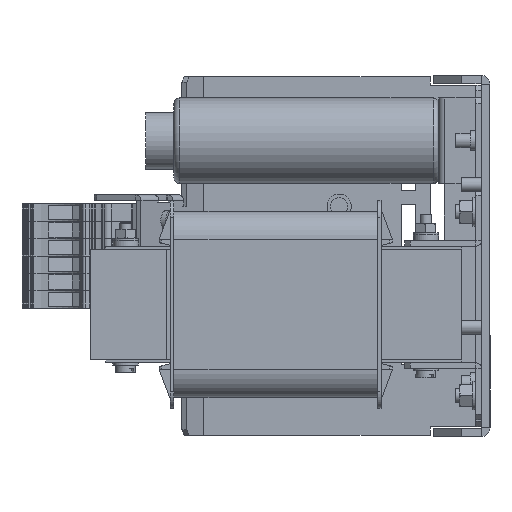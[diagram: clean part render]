
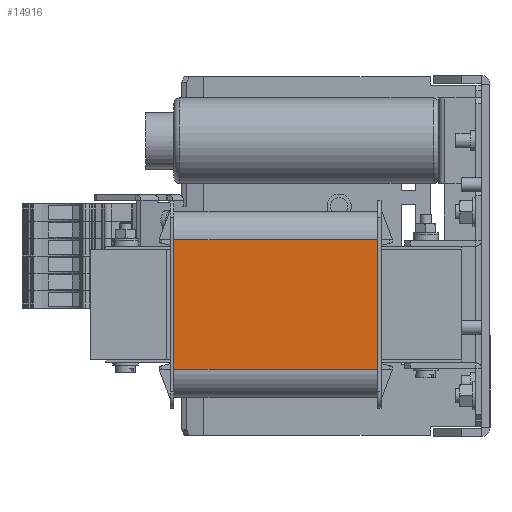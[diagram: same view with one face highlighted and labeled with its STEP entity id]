
A CAD part, left-side view. The second image highlights one B-rep face of the part: STEP entity #14916.
In plain terms, the highlighted face is planar.
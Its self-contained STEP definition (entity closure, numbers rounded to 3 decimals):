
#181 = CARTESIAN_POINT ( 'NONE',  ( -22.75, 71.6, 24.8 ) ) ;
#284 = VERTEX_POINT ( 'NONE', #8945 ) ;
#1506 = VECTOR ( 'NONE', #28225, 1000. ) ;
#3644 = VERTEX_POINT ( 'NONE', #19923 ) ;
#4038 = DIRECTION ( 'NONE',  ( 0., -1., 0. ) ) ;
#5785 = AXIS2_PLACEMENT_3D ( 'NONE', #28269, #6056, #32035 ) ;
#6056 = DIRECTION ( 'NONE',  ( 0., 0., -1. ) ) ;
#8939 = LINE ( 'NONE', #18395, #28657 ) ;
#8945 = CARTESIAN_POINT ( 'NONE',  ( -22.75, 71.6, 24.8 ) ) ;
#11353 = ORIENTED_EDGE ( 'NONE', *, *, #47643, .T. ) ;
#11588 = FACE_OUTER_BOUND ( 'NONE', #18933, .T. ) ;
#11828 = LINE ( 'NONE', #21029, #30398 ) ;
#13354 = EDGE_CURVE ( 'NONE', #34283, #40049, #11828, .T. ) ;
#14916 = ADVANCED_FACE ( 'NONE', ( #11588 ), #35594, .F. ) ;
#15551 = ORIENTED_EDGE ( 'NONE', *, *, #18261, .F. ) ;
#18261 = EDGE_CURVE ( 'NONE', #284, #3644, #31156, .T. ) ;
#18395 = CARTESIAN_POINT ( 'NONE',  ( 22.75, 71.6, 24.8 ) ) ;
#18933 = EDGE_LOOP ( 'NONE', ( #15551, #19898, #33651, #11353 ) ) ;
#19898 = ORIENTED_EDGE ( 'NONE', *, *, #41916, .T. ) ;
#19923 = CARTESIAN_POINT ( 'NONE',  ( 22.75, 71.6, 24.8 ) ) ;
#21029 = CARTESIAN_POINT ( 'NONE',  ( -32.75, 0., 24.8 ) ) ;
#22733 = CARTESIAN_POINT ( 'NONE',  ( 22.75, 0., 24.8 ) ) ;
#25987 = LINE ( 'NONE', #181, #28319 ) ;
#28225 = DIRECTION ( 'NONE',  ( 1., 0., 0. ) ) ;
#28269 = CARTESIAN_POINT ( 'NONE',  ( -32.75, 71.6, 24.8 ) ) ;
#28319 = VECTOR ( 'NONE', #4038, 1000. ) ;
#28480 = DIRECTION ( 'NONE',  ( 1., 0., 0. ) ) ;
#28657 = VECTOR ( 'NONE', #44358, 1000. ) ;
#30398 = VECTOR ( 'NONE', #28480, 1000. ) ;
#31156 = LINE ( 'NONE', #39456, #1506 ) ;
#32035 = DIRECTION ( 'NONE',  ( -1., 0., 0. ) ) ;
#33651 = ORIENTED_EDGE ( 'NONE', *, *, #13354, .T. ) ;
#34283 = VERTEX_POINT ( 'NONE', #38208 ) ;
#35594 = PLANE ( 'NONE',  #5785 ) ;
#38208 = CARTESIAN_POINT ( 'NONE',  ( -22.75, 0., 24.8 ) ) ;
#39456 = CARTESIAN_POINT ( 'NONE',  ( -32.75, 71.6, 24.8 ) ) ;
#40049 = VERTEX_POINT ( 'NONE', #22733 ) ;
#41916 = EDGE_CURVE ( 'NONE', #284, #34283, #25987, .T. ) ;
#44358 = DIRECTION ( 'NONE',  ( 0., 1., 0. ) ) ;
#47643 = EDGE_CURVE ( 'NONE', #40049, #3644, #8939, .T. ) ;
